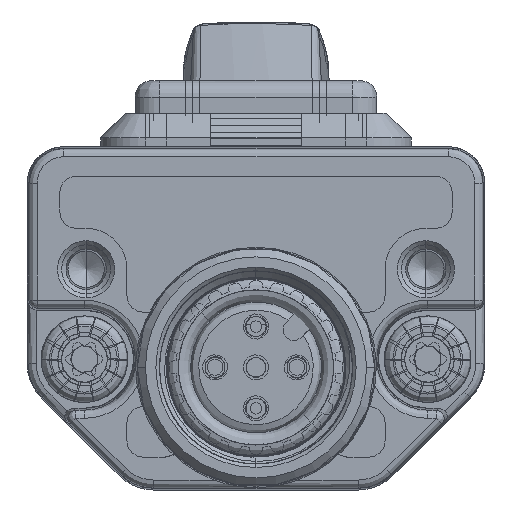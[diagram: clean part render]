
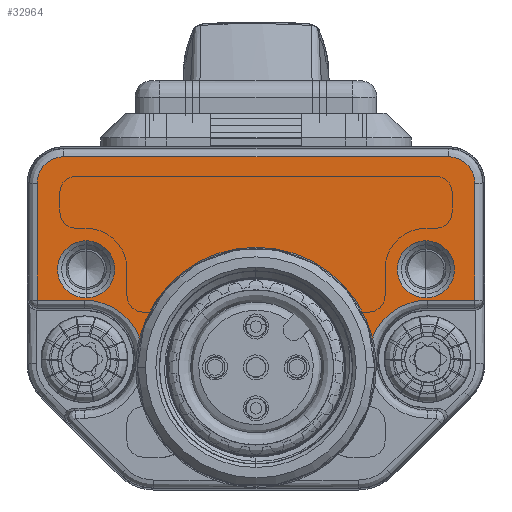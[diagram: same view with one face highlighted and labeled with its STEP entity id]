
A CAD part, left-side view. The second image highlights one B-rep face of the part: STEP entity #32964.
In plain terms, the highlighted face is planar.
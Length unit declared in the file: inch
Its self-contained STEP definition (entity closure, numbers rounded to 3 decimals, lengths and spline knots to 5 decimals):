
#27923=CARTESIAN_POINT('',(13.,13.5,10.3923));
#27924=DIRECTION('',(-1.,0.,0.));
#27925=DIRECTION('',(0.,1.,0.));
#27926=AXIS2_PLACEMENT_3D('',#27923,#27924,#27925);
#27928=CARTESIAN_POINT('',(13.,13.5,10.3923));
#27929=DIRECTION('',(-1.,0.,0.));
#27930=DIRECTION('',(0.,-1.,0.));
#27931=AXIS2_PLACEMENT_3D('',#27928,#27929,#27930);
#27933=CARTESIAN_POINT('',(13.,13.5,-10.3923));
#27934=DIRECTION('',(-1.,0.,0.));
#27935=DIRECTION('',(0.,-1.,0.));
#27936=AXIS2_PLACEMENT_3D('',#27933,#27934,#27935);
#27938=CARTESIAN_POINT('',(13.,13.5,-10.3923));
#27939=DIRECTION('',(-1.,0.,0.));
#27940=DIRECTION('',(0.,1.,0.));
#27941=AXIS2_PLACEMENT_3D('',#27938,#27939,#27940);
#27943=CARTESIAN_POINT('',(13.,8.,-10.5));
#27944=DIRECTION('',(-1.,0.,0.));
#27945=DIRECTION('',(0.,0.359,0.933));
#27946=AXIS2_PLACEMENT_3D('',#27943,#27944,#27945);
#27948=CARTESIAN_POINT('',(13.,7.5,0.));
#27949=DIRECTION('',(1.,0.,0.));
#27950=DIRECTION('',(0.,0.244,-0.97));
#27951=AXIS2_PLACEMENT_3D('',#27948,#27949,#27950);
#27953=CARTESIAN_POINT('',(13.,8.,10.5));
#27954=DIRECTION('',(-1.,0.,0.));
#27955=DIRECTION('',(0.,1.,0.));
#27956=AXIS2_PLACEMENT_3D('',#27953,#27954,#27955);
#27958=DIRECTION('',(0.,0.,-1.));
#27959=VECTOR('',#27958,2.8909);
#27960=CARTESIAN_POINT('',(13.,11.61353,13.3909));
#27961=LINE('',#27960,#27959);
#27962=DIRECTION('',(0.,-1.,0.));
#27963=VECTOR('',#27962,7.13647);
#27964=CARTESIAN_POINT('',(13.,18.75,13.3909));
#27965=LINE('',#27964,#27963);
#27966=CARTESIAN_POINT('',(13.,18.75,11.75));
#27967=DIRECTION('',(1.,0.,0.));
#27968=DIRECTION('',(0.,1.,0.));
#27969=AXIS2_PLACEMENT_3D('',#27966,#27967,#27968);
#27971=DIRECTION('',(0.,0.,1.));
#27972=VECTOR('',#27971,23.5);
#27973=CARTESIAN_POINT('',(13.,20.3909,-11.75));
#27974=LINE('',#27973,#27972);
#27975=CARTESIAN_POINT('',(13.,18.75,-11.75));
#27976=DIRECTION('',(1.,0.,0.));
#27977=DIRECTION('',(0.,0.,-1.));
#27978=AXIS2_PLACEMENT_3D('',#27975,#27976,#27977);
#27980=DIRECTION('',(0.,1.,0.));
#27981=VECTOR('',#27980,7.13647);
#27982=CARTESIAN_POINT('',(13.,11.61353,-13.3909));
#27983=LINE('',#27982,#27981);
#27984=DIRECTION('',(0.,0.,-1.));
#27985=VECTOR('',#27984,2.8909);
#27986=CARTESIAN_POINT('',(13.,11.61353,-10.5));
#27987=LINE('',#27986,#27985);
#28164=CARTESIAN_POINT('',(13.,9.29654,-7.1271));
#28232=CARTESIAN_POINT('',(13.,9.29654,7.12711));
#32242=VERTEX_POINT('',#28164);
#32243=VERTEX_POINT('',#28232);
#32308=CARTESIAN_POINT('',(13.,20.3909,11.75));
#32309=CARTESIAN_POINT('',(13.,18.75,13.3909));
#32310=VERTEX_POINT('',#32308);
#32311=VERTEX_POINT('',#32309);
#32316=CARTESIAN_POINT('',(13.,20.3909,-11.75));
#32317=VERTEX_POINT('',#32316);
#32320=CARTESIAN_POINT('',(13.,18.75,-13.3909));
#32321=VERTEX_POINT('',#32320);
#32348=CARTESIAN_POINT('',(13.,15.25,10.3923));
#32349=CARTESIAN_POINT('',(13.,11.75,10.3923));
#32350=VERTEX_POINT('',#32348);
#32351=VERTEX_POINT('',#32349);
#32352=CARTESIAN_POINT('',(13.,11.75,-10.3923));
#32353=CARTESIAN_POINT('',(13.,15.25,-10.3923));
#32354=VERTEX_POINT('',#32352);
#32355=VERTEX_POINT('',#32353);
#32356=CARTESIAN_POINT('',(13.,11.61353,-10.5));
#32357=VERTEX_POINT('',#32356);
#32358=CARTESIAN_POINT('',(13.,11.61353,-13.3909));
#32359=VERTEX_POINT('',#32358);
#32394=CARTESIAN_POINT('',(13.,11.61353,10.5));
#32395=VERTEX_POINT('',#32394);
#32396=CARTESIAN_POINT('',(13.,11.61353,13.3909));
#32397=VERTEX_POINT('',#32396);
#32925=CARTESIAN_POINT('',(13.,0.,0.));
#32926=DIRECTION('',(1.,0.,0.));
#32927=DIRECTION('',(0.,0.,-1.));
#32928=AXIS2_PLACEMENT_3D('',#32925,#32926,#32927);
#32929=PLANE('',#32928);
#32931=ORIENTED_EDGE('',*,*,#32930,.F.);
#32933=ORIENTED_EDGE('',*,*,#32932,.T.);
#32935=ORIENTED_EDGE('',*,*,#32934,.F.);
#32937=ORIENTED_EDGE('',*,*,#32936,.F.);
#32939=ORIENTED_EDGE('',*,*,#32938,.F.);
#32941=ORIENTED_EDGE('',*,*,#32940,.F.);
#32943=ORIENTED_EDGE('',*,*,#32942,.F.);
#32945=ORIENTED_EDGE('',*,*,#32944,.F.);
#32947=ORIENTED_EDGE('',*,*,#32946,.F.);
#32949=ORIENTED_EDGE('',*,*,#32948,.F.);
#32950=EDGE_LOOP('',(#32931,#32933,#32935,#32937,#32939,#32941,#32943,#32945,
#32947,#32949));
#32951=FACE_OUTER_BOUND('',#32950,.F.);
#32953=ORIENTED_EDGE('',*,*,#32952,.F.);
#32955=ORIENTED_EDGE('',*,*,#32954,.F.);
#32956=EDGE_LOOP('',(#32953,#32955));
#32957=FACE_BOUND('',#32956,.F.);
#32959=ORIENTED_EDGE('',*,*,#32958,.F.);
#32961=ORIENTED_EDGE('',*,*,#32960,.F.);
#32962=EDGE_LOOP('',(#32959,#32961));
#32963=FACE_BOUND('',#32962,.F.);
#32964=ADVANCED_FACE('',(#32951,#32957,#32963),#32929,.T.);
#27927=CIRCLE('',#27926,1.75);
#27932=CIRCLE('',#27931,1.75);
#27937=CIRCLE('',#27936,1.75);
#27942=CIRCLE('',#27941,1.75);
#27947=CIRCLE('',#27946,3.61353);
#27952=CIRCLE('',#27951,7.35);
#27957=CIRCLE('',#27956,3.61353);
#27970=CIRCLE('',#27969,1.6409);
#27979=CIRCLE('',#27978,1.6409);
#32930=EDGE_CURVE('',#32242,#32357,#27947,.T.);
#32932=EDGE_CURVE('',#32242,#32243,#27952,.T.);
#32934=EDGE_CURVE('',#32395,#32243,#27957,.T.);
#32936=EDGE_CURVE('',#32397,#32395,#27961,.T.);
#32938=EDGE_CURVE('',#32311,#32397,#27965,.T.);
#32940=EDGE_CURVE('',#32310,#32311,#27970,.T.);
#32942=EDGE_CURVE('',#32317,#32310,#27974,.T.);
#32944=EDGE_CURVE('',#32321,#32317,#27979,.T.);
#32946=EDGE_CURVE('',#32359,#32321,#27983,.T.);
#32948=EDGE_CURVE('',#32357,#32359,#27987,.T.);
#32952=EDGE_CURVE('',#32350,#32351,#27927,.T.);
#32954=EDGE_CURVE('',#32351,#32350,#27932,.T.);
#32958=EDGE_CURVE('',#32354,#32355,#27937,.T.);
#32960=EDGE_CURVE('',#32355,#32354,#27942,.T.);
